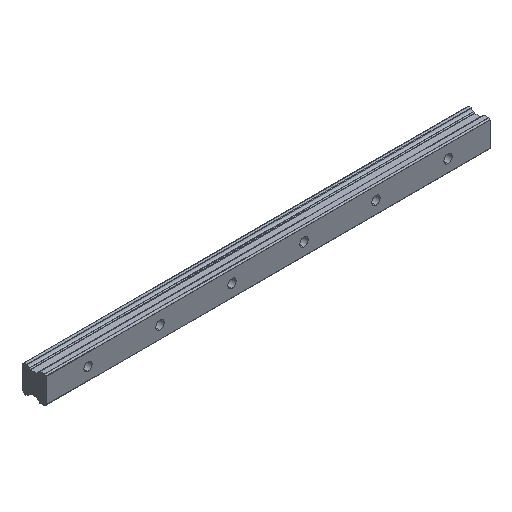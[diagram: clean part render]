
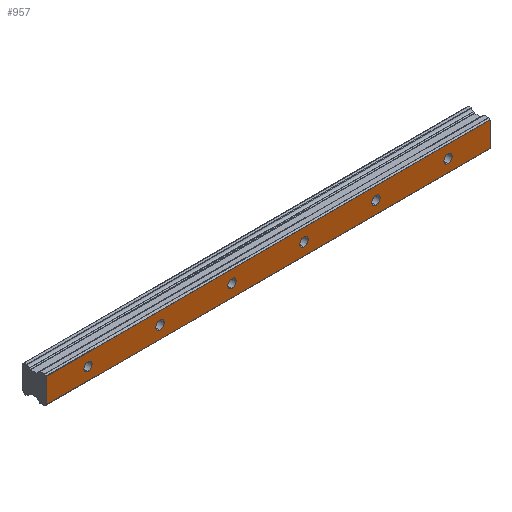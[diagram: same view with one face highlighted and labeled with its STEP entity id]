
A CAD part, isometric view. The second image highlights one B-rep face of the part: STEP entity #957.
In plain terms, the highlighted planar face has unit normal (0, -1, 0).
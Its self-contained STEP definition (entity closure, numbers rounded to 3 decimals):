
#2 = CARTESIAN_POINT ( 'NONE',  ( 300., 0., 0. ) ) ;
#30 = CARTESIAN_POINT ( 'NONE',  ( 240., 0., 0. ) ) ;
#34 = CARTESIAN_POINT ( 'NONE',  ( 180., 0., -3.5 ) ) ;
#50 = CIRCLE ( 'NONE', #2168, 3.5 ) ;
#53 = EDGE_CURVE ( 'NONE', #1577, #2204, #1851, .T. ) ;
#62 = AXIS2_PLACEMENT_3D ( 'NONE', #1297, #1836, #379 ) ;
#80 = DIRECTION ( 'NONE',  ( 0., 0., 1. ) ) ;
#110 = VERTEX_POINT ( 'NONE', #34 ) ;
#116 = DIRECTION ( 'NONE',  ( 0., 1., 0. ) ) ;
#122 = VERTEX_POINT ( 'NONE', #563 ) ;
#171 = CIRCLE ( 'NONE', #1873, 3.5 ) ;
#191 = EDGE_CURVE ( 'NONE', #1855, #402, #1842, .T. ) ;
#225 = AXIS2_PLACEMENT_3D ( 'NONE', #450, #1710, #2081 ) ;
#275 = AXIS2_PLACEMENT_3D ( 'NONE', #484, #2117, #832 ) ;
#281 = EDGE_CURVE ( 'NONE', #981, #700, #991, .T. ) ;
#329 = ORIENTED_EDGE ( 'NONE', *, *, #543, .F. ) ;
#333 = VERTEX_POINT ( 'NONE', #884 ) ;
#348 = CARTESIAN_POINT ( 'NONE',  ( 120., 0., 3.5 ) ) ;
#359 = ORIENTED_EDGE ( 'NONE', *, *, #53, .F. ) ;
#366 = CARTESIAN_POINT ( 'NONE',  ( 335., 0., -10.286 ) ) ;
#370 = CIRCLE ( 'NONE', #62, 3.5 ) ;
#379 = DIRECTION ( 'NONE',  ( 0., 0., 1. ) ) ;
#402 = VERTEX_POINT ( 'NONE', #348 ) ;
#409 = DIRECTION ( 'NONE',  ( 0., 0., 1. ) ) ;
#450 = CARTESIAN_POINT ( 'NONE',  ( 60., 0., 0. ) ) ;
#453 = ORIENTED_EDGE ( 'NONE', *, *, #1959, .F. ) ;
#475 = ORIENTED_EDGE ( 'NONE', *, *, #1436, .F. ) ;
#484 = CARTESIAN_POINT ( 'NONE',  ( 300., 0., 0. ) ) ;
#493 = DIRECTION ( 'NONE',  ( 0., -1., 0. ) ) ;
#500 = ORIENTED_EDGE ( 'NONE', *, *, #281, .F. ) ;
#506 = EDGE_CURVE ( 'NONE', #617, #1047, #1333, .T. ) ;
#514 = AXIS2_PLACEMENT_3D ( 'NONE', #2320, #648, #656 ) ;
#532 = VECTOR ( 'NONE', #1310, 1000. ) ;
#543 = EDGE_CURVE ( 'NONE', #402, #1855, #2062, .T. ) ;
#548 = VECTOR ( 'NONE', #1663, 1000. ) ;
#563 = CARTESIAN_POINT ( 'NONE',  ( 240., 0., 3.5 ) ) ;
#571 = AXIS2_PLACEMENT_3D ( 'NONE', #2202, #2392, #2013 ) ;
#594 = CARTESIAN_POINT ( 'NONE',  ( 0., 0., 0. ) ) ;
#611 = AXIS2_PLACEMENT_3D ( 'NONE', #1117, #933, #1682 ) ;
#617 = VERTEX_POINT ( 'NONE', #1541 ) ;
#644 = CIRCLE ( 'NONE', #571, 3.5 ) ;
#648 = DIRECTION ( 'NONE',  ( 0., -1., 0. ) ) ;
#656 = DIRECTION ( 'NONE',  ( 0., 0., 1. ) ) ;
#689 = DIRECTION ( 'NONE',  ( 0., 0., 1. ) ) ;
#691 = EDGE_LOOP ( 'NONE', ( #500, #453 ) ) ;
#695 = CARTESIAN_POINT ( 'NONE',  ( 240., 0., 0. ) ) ;
#700 = VERTEX_POINT ( 'NONE', #2346 ) ;
#722 = DIRECTION ( 'NONE',  ( 0., 0., 1. ) ) ;
#725 = FACE_BOUND ( 'NONE', #1460, .T. ) ;
#749 = CARTESIAN_POINT ( 'NONE',  ( 0., 0., 3.5 ) ) ;
#762 = VECTOR ( 'NONE', #864, 1000. ) ;
#764 = DIRECTION ( 'NONE',  ( 0., -1., 0. ) ) ;
#771 = VERTEX_POINT ( 'NONE', #838 ) ;
#782 = ORIENTED_EDGE ( 'NONE', *, *, #191, .F. ) ;
#832 = DIRECTION ( 'NONE',  ( 0., 0., 1. ) ) ;
#838 = CARTESIAN_POINT ( 'NONE',  ( -35., 0., -10.286 ) ) ;
#857 = VERTEX_POINT ( 'NONE', #1415 ) ;
#864 = DIRECTION ( 'NONE',  ( 0., 0., 1. ) ) ;
#884 = CARTESIAN_POINT ( 'NONE',  ( 300., 0., 3.5 ) ) ;
#888 = FACE_OUTER_BOUND ( 'NONE', #1208, .T. ) ;
#896 = EDGE_CURVE ( 'NONE', #771, #1577, #1070, .T. ) ;
#933 = DIRECTION ( 'NONE',  ( 0., -1., 0. ) ) ;
#957 = ADVANCED_FACE ( 'NONE', ( #888, #1454, #2393, #725, #1241, #1467, #2352 ), #2203, .F. ) ;
#962 = DIRECTION ( 'NONE',  ( 0., 0., 1. ) ) ;
#980 = CARTESIAN_POINT ( 'NONE',  ( 60., 0., 3.5 ) ) ;
#981 = VERTEX_POINT ( 'NONE', #749 ) ;
#991 = CIRCLE ( 'NONE', #1655, 3.5 ) ;
#993 = EDGE_LOOP ( 'NONE', ( #475, #1767 ) ) ;
#1006 = EDGE_CURVE ( 'NONE', #110, #2344, #370, .T. ) ;
#1031 = EDGE_CURVE ( 'NONE', #333, #857, #171, .T. ) ;
#1047 = VERTEX_POINT ( 'NONE', #980 ) ;
#1052 = LINE ( 'NONE', #2161, #1560 ) ;
#1070 = LINE ( 'NONE', #1227, #762 ) ;
#1099 = ORIENTED_EDGE ( 'NONE', *, *, #1176, .F. ) ;
#1117 = CARTESIAN_POINT ( 'NONE',  ( 120., 0., 0. ) ) ;
#1126 = CARTESIAN_POINT ( 'NONE',  ( 335., 0., 10.286 ) ) ;
#1147 = CARTESIAN_POINT ( 'NONE',  ( 60., 0., 0. ) ) ;
#1158 = DIRECTION ( 'NONE',  ( 0., -1., 0. ) ) ;
#1176 = EDGE_CURVE ( 'NONE', #1703, #122, #1338, .T. ) ;
#1199 = DIRECTION ( 'NONE',  ( -1., 0., 0. ) ) ;
#1208 = EDGE_LOOP ( 'NONE', ( #1732, #1696, #359, #1361 ) ) ;
#1227 = CARTESIAN_POINT ( 'NONE',  ( -35., 0., 10.286 ) ) ;
#1229 = ORIENTED_EDGE ( 'NONE', *, *, #1006, .F. ) ;
#1241 = FACE_BOUND ( 'NONE', #1422, .T. ) ;
#1242 = CIRCLE ( 'NONE', #1329, 3.5 ) ;
#1251 = DIRECTION ( 'NONE',  ( 0., 0., 1. ) ) ;
#1254 = LINE ( 'NONE', #1985, #532 ) ;
#1256 = EDGE_CURVE ( 'NONE', #2204, #1366, #1254, .T. ) ;
#1281 = CARTESIAN_POINT ( 'NONE',  ( 335., 0., 10.286 ) ) ;
#1293 = CARTESIAN_POINT ( 'NONE',  ( 120., 0., -3.5 ) ) ;
#1294 = EDGE_CURVE ( 'NONE', #2344, #110, #644, .T. ) ;
#1297 = CARTESIAN_POINT ( 'NONE',  ( 180., 0., 0. ) ) ;
#1310 = DIRECTION ( 'NONE',  ( 0., 0., -1. ) ) ;
#1329 = AXIS2_PLACEMENT_3D ( 'NONE', #695, #1983, #1251 ) ;
#1333 = CIRCLE ( 'NONE', #1975, 3.5 ) ;
#1335 = DIRECTION ( 'NONE',  ( 0., -1., 0. ) ) ;
#1338 = CIRCLE ( 'NONE', #2340, 3.5 ) ;
#1361 = ORIENTED_EDGE ( 'NONE', *, *, #896, .F. ) ;
#1366 = VERTEX_POINT ( 'NONE', #366 ) ;
#1415 = CARTESIAN_POINT ( 'NONE',  ( 300., 0., -3.5 ) ) ;
#1422 = EDGE_LOOP ( 'NONE', ( #2022, #1229 ) ) ;
#1436 = EDGE_CURVE ( 'NONE', #1047, #617, #2152, .T. ) ;
#1454 = FACE_BOUND ( 'NONE', #691, .T. ) ;
#1459 = CARTESIAN_POINT ( 'NONE',  ( 335., 0., 10.286 ) ) ;
#1460 = EDGE_LOOP ( 'NONE', ( #1485, #1099 ) ) ;
#1467 = FACE_BOUND ( 'NONE', #2286, .T. ) ;
#1485 = ORIENTED_EDGE ( 'NONE', *, *, #1711, .F. ) ;
#1494 = DIRECTION ( 'NONE',  ( 0., 0., 1. ) ) ;
#1541 = CARTESIAN_POINT ( 'NONE',  ( 60., 0., -3.5 ) ) ;
#1560 = VECTOR ( 'NONE', #1199, 1000. ) ;
#1577 = VERTEX_POINT ( 'NONE', #1764 ) ;
#1598 = EDGE_CURVE ( 'NONE', #1366, #771, #1052, .T. ) ;
#1655 = AXIS2_PLACEMENT_3D ( 'NONE', #2389, #493, #722 ) ;
#1663 = DIRECTION ( 'NONE',  ( 1., 0., 0. ) ) ;
#1682 = DIRECTION ( 'NONE',  ( 0., 0., 1. ) ) ;
#1685 = AXIS2_PLACEMENT_3D ( 'NONE', #1281, #116, #689 ) ;
#1696 = ORIENTED_EDGE ( 'NONE', *, *, #1256, .F. ) ;
#1703 = VERTEX_POINT ( 'NONE', #2171 ) ;
#1710 = DIRECTION ( 'NONE',  ( 0., -1., 0. ) ) ;
#1711 = EDGE_CURVE ( 'NONE', #122, #1703, #1242, .T. ) ;
#1732 = ORIENTED_EDGE ( 'NONE', *, *, #1598, .F. ) ;
#1764 = CARTESIAN_POINT ( 'NONE',  ( -35., 0., 10.286 ) ) ;
#1767 = ORIENTED_EDGE ( 'NONE', *, *, #506, .F. ) ;
#1830 = EDGE_LOOP ( 'NONE', ( #2233, #2306 ) ) ;
#1836 = DIRECTION ( 'NONE',  ( 0., -1., 0. ) ) ;
#1842 = CIRCLE ( 'NONE', #611, 3.5 ) ;
#1851 = LINE ( 'NONE', #1126, #548 ) ;
#1855 = VERTEX_POINT ( 'NONE', #1293 ) ;
#1873 = AXIS2_PLACEMENT_3D ( 'NONE', #2, #764, #1494 ) ;
#1883 = DIRECTION ( 'NONE',  ( 0., -1., 0. ) ) ;
#1959 = EDGE_CURVE ( 'NONE', #700, #981, #50, .T. ) ;
#1975 = AXIS2_PLACEMENT_3D ( 'NONE', #1147, #1883, #962 ) ;
#1983 = DIRECTION ( 'NONE',  ( 0., -1., 0. ) ) ;
#1985 = CARTESIAN_POINT ( 'NONE',  ( 335., 0., 10.286 ) ) ;
#2013 = DIRECTION ( 'NONE',  ( 0., 0., 1. ) ) ;
#2022 = ORIENTED_EDGE ( 'NONE', *, *, #1294, .F. ) ;
#2062 = CIRCLE ( 'NONE', #514, 3.5 ) ;
#2081 = DIRECTION ( 'NONE',  ( 0., 0., 1. ) ) ;
#2095 = CARTESIAN_POINT ( 'NONE',  ( 180., 0., 3.5 ) ) ;
#2115 = EDGE_CURVE ( 'NONE', #857, #333, #2289, .T. ) ;
#2117 = DIRECTION ( 'NONE',  ( 0., -1., 0. ) ) ;
#2152 = CIRCLE ( 'NONE', #225, 3.5 ) ;
#2161 = CARTESIAN_POINT ( 'NONE',  ( 335., 0., -10.286 ) ) ;
#2168 = AXIS2_PLACEMENT_3D ( 'NONE', #594, #1335, #80 ) ;
#2171 = CARTESIAN_POINT ( 'NONE',  ( 240., 0., -3.5 ) ) ;
#2202 = CARTESIAN_POINT ( 'NONE',  ( 180., 0., 0. ) ) ;
#2203 = PLANE ( 'NONE',  #1685 ) ;
#2204 = VERTEX_POINT ( 'NONE', #1459 ) ;
#2233 = ORIENTED_EDGE ( 'NONE', *, *, #1031, .F. ) ;
#2286 = EDGE_LOOP ( 'NONE', ( #329, #782 ) ) ;
#2289 = CIRCLE ( 'NONE', #275, 3.5 ) ;
#2306 = ORIENTED_EDGE ( 'NONE', *, *, #2115, .F. ) ;
#2320 = CARTESIAN_POINT ( 'NONE',  ( 120., 0., 0. ) ) ;
#2340 = AXIS2_PLACEMENT_3D ( 'NONE', #30, #1158, #409 ) ;
#2344 = VERTEX_POINT ( 'NONE', #2095 ) ;
#2346 = CARTESIAN_POINT ( 'NONE',  ( 0., 0., -3.5 ) ) ;
#2352 = FACE_BOUND ( 'NONE', #993, .T. ) ;
#2389 = CARTESIAN_POINT ( 'NONE',  ( 0., 0., 0. ) ) ;
#2392 = DIRECTION ( 'NONE',  ( 0., -1., 0. ) ) ;
#2393 = FACE_BOUND ( 'NONE', #1830, .T. ) ;
